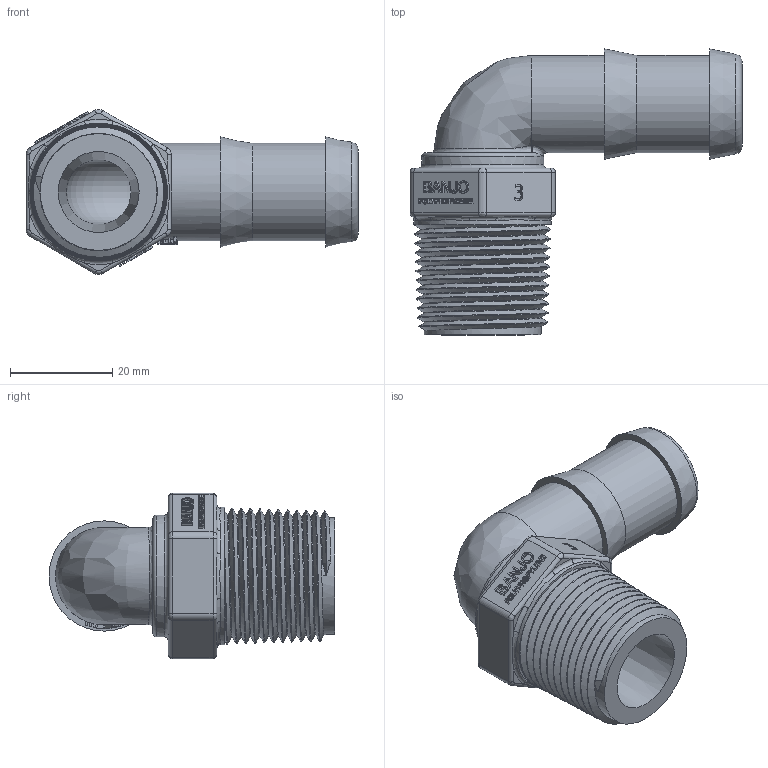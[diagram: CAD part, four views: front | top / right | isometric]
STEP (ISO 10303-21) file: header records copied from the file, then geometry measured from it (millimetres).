
FILE_DESCRIPTION((''),'2;1');
FILE_NAME('HB075-90.stp','2013-04-05T09:19:48',('mclevenger'),(''),'Autodesk Inventor 2013','Autodesk Inventor 2013','');
FILE_SCHEMA(('AUTOMOTIVE_DESIGN { 1 0 10303 214 1 1 1 1 }'));
Length unit declared in the file: inch
Products named in the file (1): HB075-90
Bounding box: 65.02 x 56.01 x 32.38 mm (x, y, z)
Volume: 22999.4 mm3; surface area: 12522.8 mm2
Topology: 1 solids, 1 shells, 494 faces, 1295 edges, 848 vertices
Faces by surface type: plane 267, bspline 168, cylinder 32, cone 15, torus 12
Full cylindrical faces by diameter (mm): 12.7 x2, 19.05 x2, 23.876 x1, 26.924 x1
Entity records: 18884 total; most frequent: CARTESIAN_POINT 8062, ORIENTED_EDGE 2492, DIRECTION 1695, EDGE_CURVE 1246, VERTEX_POINT 823, VECTOR 775, LINE 775, EDGE_LOOP 543
